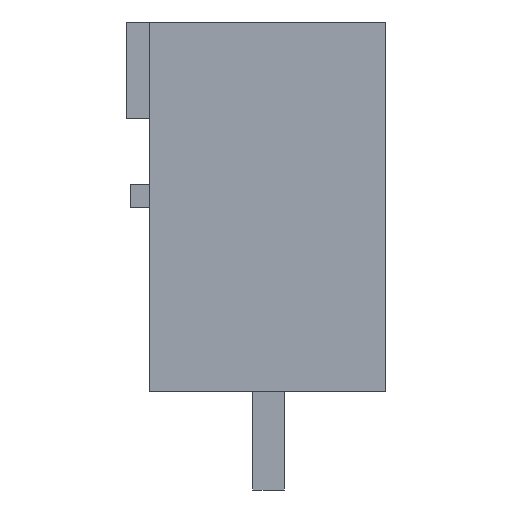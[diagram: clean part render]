
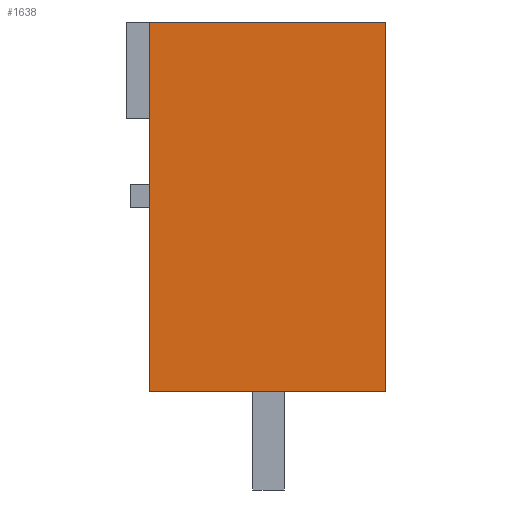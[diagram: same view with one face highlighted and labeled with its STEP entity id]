
A CAD part, left-side view. The second image highlights one B-rep face of the part: STEP entity #1638.
In plain terms, the highlighted planar face has unit normal (-1, 0, 0).
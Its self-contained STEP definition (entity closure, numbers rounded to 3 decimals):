
#1618=AXIS2_PLACEMENT_3D('Plane Axis2P3D',#1615,#1616,#1617) ;
#375=CARTESIAN_POINT('Vertex',(0.,7.68,3.2)) ;
#378=CARTESIAN_POINT('Line Origine',(0.,7.68,9.2)) ;
#382=CARTESIAN_POINT('Vertex',(0.,7.68,15.2)) ;
#1600=CARTESIAN_POINT('Vertex',(0.,0.,3.2)) ;
#1603=CARTESIAN_POINT('Line Origine',(0.,3.84,3.2)) ;
#1615=CARTESIAN_POINT('Axis2P3D Location',(0.,8.43,1.7)) ;
#1620=CARTESIAN_POINT('Line Origine',(0.,3.84,15.2)) ;
#1624=CARTESIAN_POINT('Vertex',(0.,0.,15.2)) ;
#1627=CARTESIAN_POINT('Line Origine',(0.,0.,9.2)) ;
#379=DIRECTION('Vector Direction',(0.,0.,-1.)) ;
#1604=DIRECTION('Vector Direction',(0.,-1.,0.)) ;
#1616=DIRECTION('Axis2P3D Direction',(-1.,0.,0.)) ;
#1617=DIRECTION('Axis2P3D XDirection',(0.,1.,0.)) ;
#1621=DIRECTION('Vector Direction',(0.,1.,0.)) ;
#1628=DIRECTION('Vector Direction',(0.,0.,1.)) ;
#380=VECTOR('Line Direction',#379,1.) ;
#1605=VECTOR('Line Direction',#1604,1.) ;
#1622=VECTOR('Line Direction',#1621,1.) ;
#1629=VECTOR('Line Direction',#1628,1.) ;
#1633=ORIENTED_EDGE('',*,*,#1626,.T.) ;
#1634=ORIENTED_EDGE('',*,*,#384,.T.) ;
#1635=ORIENTED_EDGE('',*,*,#1607,.T.) ;
#1636=ORIENTED_EDGE('',*,*,#1631,.T.) ;
#1638=ADVANCED_FACE('HOUSING',(#1637),#1619,.T.) ;
#384=EDGE_CURVE('',#383,#376,#381,.T.) ;
#1607=EDGE_CURVE('',#376,#1601,#1606,.T.) ;
#1626=EDGE_CURVE('',#1625,#383,#1623,.T.) ;
#1631=EDGE_CURVE('',#1601,#1625,#1630,.T.) ;
#1632=EDGE_LOOP('',(#1633,#1634,#1635,#1636)) ;
#1637=FACE_OUTER_BOUND('',#1632,.T.) ;
#381=LINE('Line',#378,#380) ;
#1606=LINE('Line',#1603,#1605) ;
#1623=LINE('Line',#1620,#1622) ;
#1630=LINE('Line',#1627,#1629) ;
#1619=PLANE('',#1618) ;
#376=VERTEX_POINT('',#375) ;
#383=VERTEX_POINT('',#382) ;
#1601=VERTEX_POINT('',#1600) ;
#1625=VERTEX_POINT('',#1624) ;
